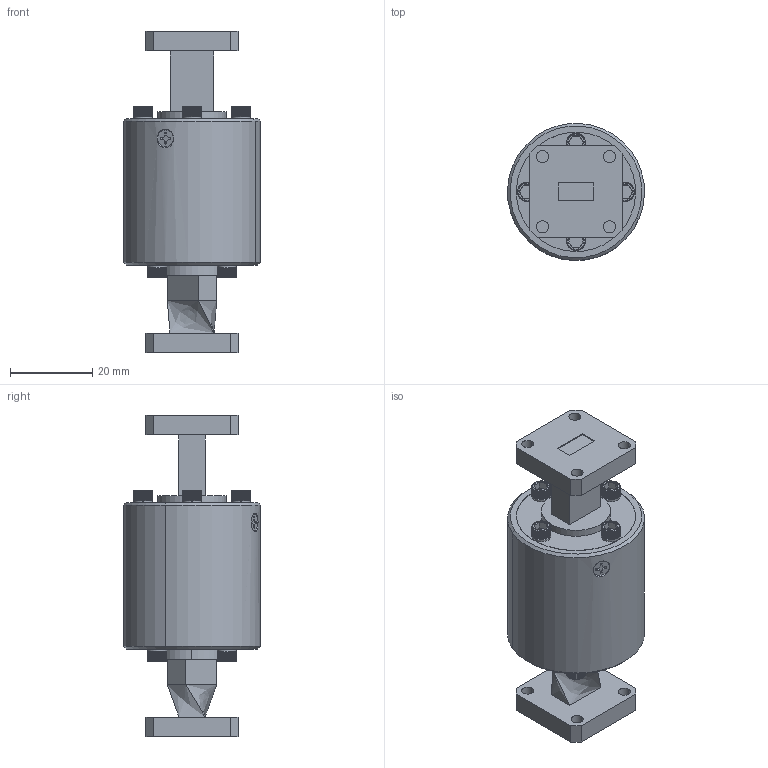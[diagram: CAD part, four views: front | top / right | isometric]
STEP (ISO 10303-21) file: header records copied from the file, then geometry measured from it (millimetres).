
FILE_DESCRIPTION (( 'STEP AP203' ), '1' );
FILE_NAME ('STF-34-S1.STEP', '2021-06-09T18:58:29', ( '' ), ( '' ), 'SwSTEP 2.0', 'SolidWorks 2021', '' );
FILE_SCHEMA (( 'CONFIG_CONTROL_DESIGN' ));
Length unit declared in the file: inch
Products named in the file (1): STF-34-S1
Bounding box: 33.23 x 33.23 x 78.13 mm (x, y, z)
Volume: 37802.5 mm3; surface area: 10563.7 mm2
Topology: 1 solids, 2 shells, 1291 faces, 3687 edges, 2427 vertices
Faces by surface type: plane 882, cylinder 358, cone 27, torus 16, bspline 8
Entity records: 44036 total; most frequent: CARTESIAN_POINT 12690, ORIENTED_EDGE 7374, DIRECTION 5430, EDGE_CURVE 3687, VERTEX_POINT 2427, AXIS2_PLACEMENT_3D 1988, B_SPLINE_CURVE_WITH_KNOTS 1461, LINE 1454
